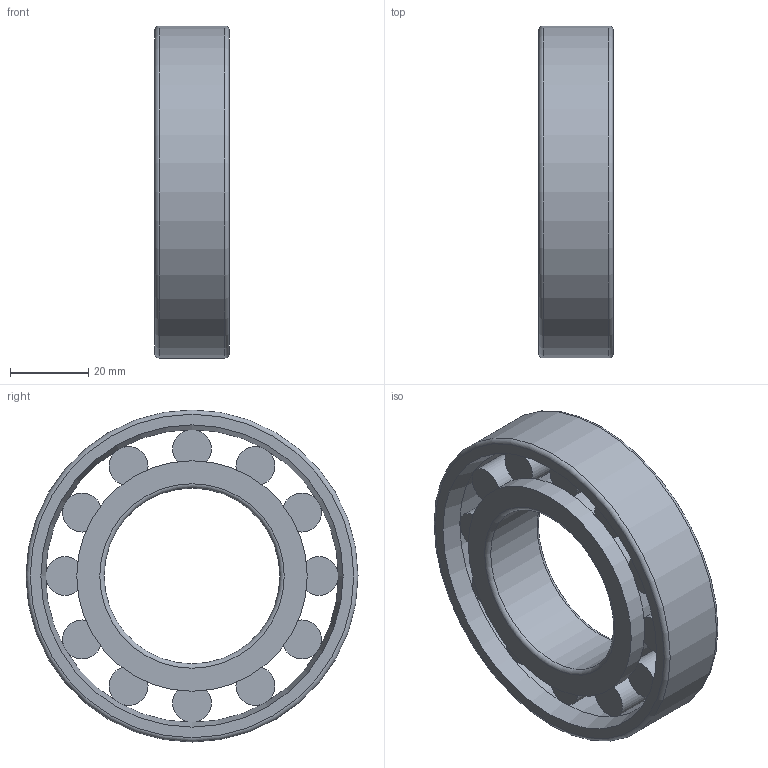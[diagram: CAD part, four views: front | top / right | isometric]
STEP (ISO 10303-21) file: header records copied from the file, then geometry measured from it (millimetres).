
FILE_DESCRIPTION(/* description */ ('STEP AP214'),/* implementation_level */ '2;1');
FILE_NAME(/* name */ 'N209',/* time_stamp */ '2026-02-11T19:38:08+01:00',/* author */ ('License CC BY-ND 4.0'),/* organization */ ('CADENAS'),/* preprocessor_version */ 'ST-DEVELOPER v20',/* originating_system */ 'PARTsolutions',/* authorisation */ ' ');
FILE_SCHEMA (('AUTOMOTIVE_DESIGN {1 0 10303 214 3 1 1}'));
Length unit declared in the file: millimetre
Products named in the file (4): N209; N209 Inner ring; N209 Outer ring; N209 Roller
Assembly tree (14 placements, depth 2):
  N209
    N209 Inner ring
    N209 Outer ring
    N209 Roller  x12
Bounding box: 19 x 85 x 85 mm (x, y, z)
Volume: 49183.3 mm3; surface area: 25580 mm2
Topology: 14 solids, 14 shells, 54 faces, 66 edges, 42 vertices
Faces by surface type: plane 30, cylinder 18, torus 4, cone 2
Full cylindrical faces by diameter (mm): 9.999 x12, 45 x1, 55 x1, 59 x2, 75 x1, 85 x1
Entity records: 611 total; most frequent: DIRECTION 112, CARTESIAN_POINT 76, AXIS2_PLACEMENT_3D 56, ORIENTED_EDGE 40, EDGE_LOOP 40, FACE_BOUND 40, ADVANCED_FACE 21, EDGE_CURVE 20
